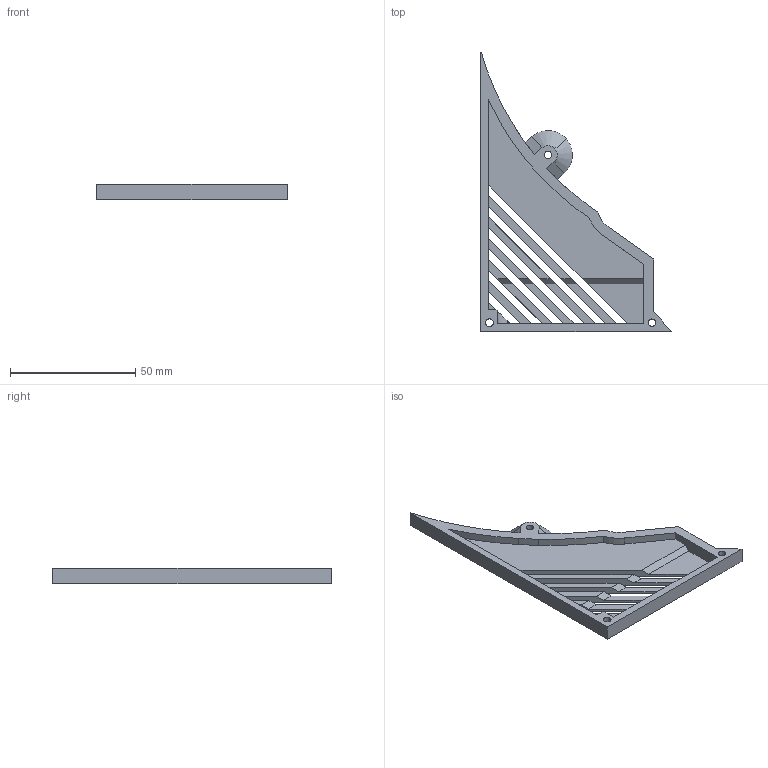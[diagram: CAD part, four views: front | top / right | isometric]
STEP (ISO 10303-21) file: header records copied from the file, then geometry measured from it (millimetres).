
FILE_DESCRIPTION (( 'STEP AP214' ), '1' );
FILE_NAME ('UNIT_electronics_bay_right-cover step.STEP', '2025-10-06T13:03:48', ( '' ), ( '' ), 'SwSTEP 2.0', 'SolidWorks 2020', '' );
FILE_SCHEMA (( 'AUTOMOTIVE_DESIGN' ));
Length unit declared in the file: millimetre
Products named in the file (1): UNIT_electronics_bay_right-cover step
Bounding box: 76 x 111.24 x 6 mm (x, y, z)
Volume: 12664.2 mm3; surface area: 11486.8 mm2
Topology: 1 solids, 1 shells, 70 faces, 213 edges, 140 vertices
Faces by surface type: plane 47, cylinder 15, cone 8
Entity records: 2439 total; most frequent: CARTESIAN_POINT 436, ORIENTED_EDGE 426, DIRECTION 390, EDGE_CURVE 213, VECTOR 170, LINE 170, VERTEX_POINT 140, AXIS2_PLACEMENT_3D 110
